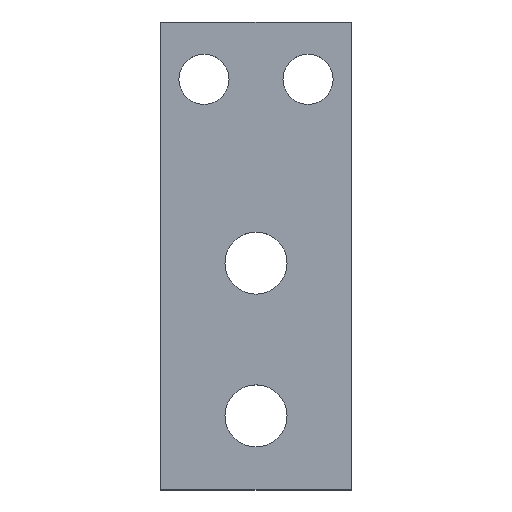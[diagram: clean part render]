
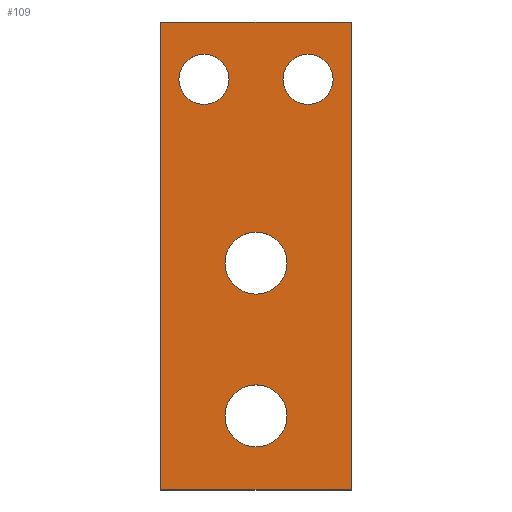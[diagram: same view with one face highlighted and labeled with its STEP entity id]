
A CAD part, top view. The second image highlights one B-rep face of the part: STEP entity #109.
In plain terms, the highlighted planar face has unit normal (0, 0, 1).
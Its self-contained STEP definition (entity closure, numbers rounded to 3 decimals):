
#109=ADVANCED_FACE('',(#150,#151,#152,#153,#154),#119,.T.);
#119=PLANE('',#282);
#127=LINE('',#360,#139);
#129=LINE('',#364,#141);
#131=LINE('',#368,#143);
#132=LINE('',#378,#144);
#139=VECTOR('',#306,1.);
#141=VECTOR('',#310,1.);
#143=VECTOR('',#314,1.);
#144=VECTOR('',#325,1.);
#150=FACE_BOUND('',#171,.T.);
#151=FACE_BOUND('',#172,.T.);
#152=FACE_BOUND('',#173,.T.);
#153=FACE_BOUND('',#174,.T.);
#154=FACE_BOUND('',#175,.T.);
#171=EDGE_LOOP('',(#205));
#172=EDGE_LOOP('',(#206));
#173=EDGE_LOOP('',(#207));
#174=EDGE_LOOP('',(#208));
#175=EDGE_LOOP('',(#209,#210,#211,#212));
#205=ORIENTED_EDGE('',*,*,#256,.T.);
#206=ORIENTED_EDGE('',*,*,#257,.F.);
#207=ORIENTED_EDGE('',*,*,#258,.F.);
#208=ORIENTED_EDGE('',*,*,#259,.F.);
#209=ORIENTED_EDGE('',*,*,#260,.F.);
#210=ORIENTED_EDGE('',*,*,#251,.F.);
#211=ORIENTED_EDGE('',*,*,#253,.F.);
#212=ORIENTED_EDGE('',*,*,#255,.F.);
#233=VERTEX_POINT('',#357);
#234=VERTEX_POINT('',#359);
#235=VERTEX_POINT('',#363);
#236=VERTEX_POINT('',#367);
#237=VERTEX_POINT('',#371);
#238=VERTEX_POINT('',#373);
#239=VERTEX_POINT('',#375);
#240=VERTEX_POINT('',#377);
#251=EDGE_CURVE('',#234,#233,#127,.T.);
#253=EDGE_CURVE('',#235,#234,#129,.T.);
#255=EDGE_CURVE('',#236,#235,#131,.T.);
#256=EDGE_CURVE('',#237,#237,#265,.T.);
#257=EDGE_CURVE('',#238,#238,#266,.T.);
#258=EDGE_CURVE('',#239,#239,#267,.T.);
#259=EDGE_CURVE('',#240,#240,#268,.T.);
#260=EDGE_CURVE('',#233,#236,#132,.T.);
#265=CIRCLE('',#278,6.5);
#266=CIRCLE('',#279,6.5);
#267=CIRCLE('',#280,5.25);
#268=CIRCLE('',#281,5.25);
#278=AXIS2_PLACEMENT_3D('',#370,#317,#318);
#279=AXIS2_PLACEMENT_3D('',#372,#319,#320);
#280=AXIS2_PLACEMENT_3D('',#374,#321,#322);
#281=AXIS2_PLACEMENT_3D('',#376,#323,#324);
#282=AXIS2_PLACEMENT_3D('',#379,#326,#327);
#306=DIRECTION('',(1.,0.,0.));
#310=DIRECTION('',(0.,1.,0.));
#314=DIRECTION('',(-1.,0.,0.));
#317=DIRECTION('',(0.,0.,-1.));
#318=DIRECTION('',(0.,1.,0.));
#319=DIRECTION('',(0.,0.,1.));
#320=DIRECTION('',(0.,1.,0.));
#321=DIRECTION('',(0.,0.,1.));
#322=DIRECTION('',(0.,1.,0.));
#323=DIRECTION('',(0.,0.,1.));
#324=DIRECTION('',(0.,1.,0.));
#325=DIRECTION('',(0.,-1.,0.));
#326=DIRECTION('',(0.,0.,1.));
#327=DIRECTION('',(-1.,0.,0.));
#357=CARTESIAN_POINT('',(364.317,222.242,10.));
#359=CARTESIAN_POINT('',(324.317,222.242,10.));
#360=CARTESIAN_POINT('',(344.317,222.242,10.));
#363=CARTESIAN_POINT('',(324.317,124.242,10.));
#364=CARTESIAN_POINT('',(324.317,181.242,10.));
#367=CARTESIAN_POINT('',(364.317,124.242,10.));
#368=CARTESIAN_POINT('',(344.317,124.242,10.));
#370=CARTESIAN_POINT('',(344.317,171.742,10.));
#371=CARTESIAN_POINT('',(344.317,178.242,10.));
#372=CARTESIAN_POINT('',(344.317,139.742,10.));
#373=CARTESIAN_POINT('',(344.317,146.242,10.));
#374=CARTESIAN_POINT('',(355.217,210.242,10.));
#375=CARTESIAN_POINT('',(355.217,215.492,10.));
#376=CARTESIAN_POINT('',(333.417,210.242,10.));
#377=CARTESIAN_POINT('',(333.417,215.492,10.));
#378=CARTESIAN_POINT('',(364.317,181.242,10.));
#379=CARTESIAN_POINT('',(344.317,181.242,10.));
